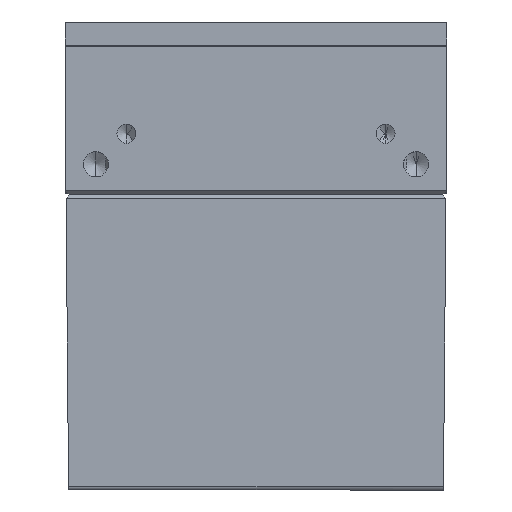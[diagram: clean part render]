
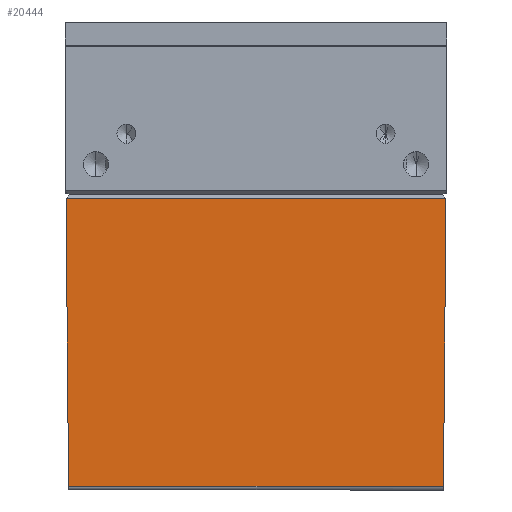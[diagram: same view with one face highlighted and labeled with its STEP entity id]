
A CAD part, left-side view. The second image highlights one B-rep face of the part: STEP entity #20444.
In plain terms, the highlighted planar face has unit normal (-1, 0, 0).
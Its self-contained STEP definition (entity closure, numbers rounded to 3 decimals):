
#686 = CARTESIAN_POINT ( 'NONE',  ( -22.3, -16.417, 31.176 ) ) ;
#836 = CARTESIAN_POINT ( 'NONE',  ( -22.3, -16.728, 66.228 ) ) ;
#905 = VECTOR ( 'NONE', #14845, 1000. ) ;
#2218 = EDGE_CURVE ( 'NONE', #67404, #75658, #53585, .T. ) ;
#2234 = LINE ( 'NONE', #14487, #905 ) ;
#2780 = EDGE_CURVE ( 'NONE', #64991, #101471, #60905, .T. ) ;
#8565 = ORIENTED_EDGE ( 'NONE', *, *, #44981, .T. ) ;
#8717 = DIRECTION ( 'NONE',  ( 0., 0., 1. ) ) ;
#11240 = ORIENTED_EDGE ( 'NONE', *, *, #69167, .T. ) ;
#13359 = DIRECTION ( 'NONE',  ( 0., -0.009, -1. ) ) ;
#14487 = CARTESIAN_POINT ( 'NONE',  ( -22.3, -16.417, 30.668 ) ) ;
#14845 = DIRECTION ( 'NONE',  ( 0., -0.009, 1. ) ) ;
#15940 = VECTOR ( 'NONE', #8717, 1000. ) ;
#16098 = CARTESIAN_POINT ( 'NONE',  ( -22.3, -16.422, 31.176 ) ) ;
#16506 = CARTESIAN_POINT ( 'NONE',  ( -22.3, -16.728, 66.228 ) ) ;
#20444 = ADVANCED_FACE ( 'NONE', ( #48077 ), #31692, .T. ) ;
#22018 = VECTOR ( 'NONE', #30117, 1000. ) ;
#22529 = VECTOR ( 'NONE', #77718, 1000. ) ;
#30117 = DIRECTION ( 'NONE',  ( 0., 0., 1. ) ) ;
#31692 = PLANE ( 'NONE',  #43602 ) ;
#31736 = DIRECTION ( 'NONE',  ( 0., -1., 0. ) ) ;
#36066 = ORIENTED_EDGE ( 'NONE', *, *, #2218, .T. ) ;
#38952 = EDGE_CURVE ( 'NONE', #88147, #46007, #39928, .T. ) ;
#39928 = LINE ( 'NONE', #104695, #15940 ) ;
#40933 = VECTOR ( 'NONE', #13359, 1000. ) ;
#41204 = EDGE_LOOP ( 'NONE', ( #36066, #11240, #93917, #61533, #83388, #8565 ) ) ;
#43602 = AXIS2_PLACEMENT_3D ( 'NONE', #16506, #57055, #48631 ) ;
#44957 = CARTESIAN_POINT ( 'NONE',  ( -22.3, 33.056, 68.903 ) ) ;
#44981 = EDGE_CURVE ( 'NONE', #101471, #67404, #2234, .T. ) ;
#45457 = CARTESIAN_POINT ( 'NONE',  ( -22.3, 33.056, 66.228 ) ) ;
#46007 = VERTEX_POINT ( 'NONE', #44957 ) ;
#48077 = FACE_OUTER_BOUND ( 'NONE', #41204, .T. ) ;
#48631 = DIRECTION ( 'NONE',  ( 0., 1., 0. ) ) ;
#49779 = EDGE_CURVE ( 'NONE', #88147, #64991, #83715, .T. ) ;
#53585 = LINE ( 'NONE', #86832, #22018 ) ;
#57055 = DIRECTION ( 'NONE',  ( -1., 0., 0. ) ) ;
#58851 = CARTESIAN_POINT ( 'NONE',  ( -22.3, -16.728, 68.903 ) ) ;
#60905 = LINE ( 'NONE', #686, #103878 ) ;
#61533 = ORIENTED_EDGE ( 'NONE', *, *, #49779, .T. ) ;
#64991 = VERTEX_POINT ( 'NONE', #87586 ) ;
#67404 = VERTEX_POINT ( 'NONE', #836 ) ;
#69167 = EDGE_CURVE ( 'NONE', #75658, #46007, #94464, .T. ) ;
#75658 = VERTEX_POINT ( 'NONE', #58851 ) ;
#77718 = DIRECTION ( 'NONE',  ( 0., 1., 0. ) ) ;
#83388 = ORIENTED_EDGE ( 'NONE', *, *, #2780, .T. ) ;
#83715 = LINE ( 'NONE', #45457, #40933 ) ;
#86832 = CARTESIAN_POINT ( 'NONE',  ( -22.3, -16.728, 66.228 ) ) ;
#87586 = CARTESIAN_POINT ( 'NONE',  ( -22.3, 32.75, 31.176 ) ) ;
#88147 = VERTEX_POINT ( 'NONE', #100942 ) ;
#93917 = ORIENTED_EDGE ( 'NONE', *, *, #38952, .F. ) ;
#94464 = LINE ( 'NONE', #103524, #22529 ) ;
#100942 = CARTESIAN_POINT ( 'NONE',  ( -22.3, 33.056, 66.228 ) ) ;
#101471 = VERTEX_POINT ( 'NONE', #16098 ) ;
#103524 = CARTESIAN_POINT ( 'NONE',  ( -22.3, -16.728, 68.903 ) ) ;
#103878 = VECTOR ( 'NONE', #31736, 1000. ) ;
#104695 = CARTESIAN_POINT ( 'NONE',  ( -22.3, 33.056, 66.228 ) ) ;
